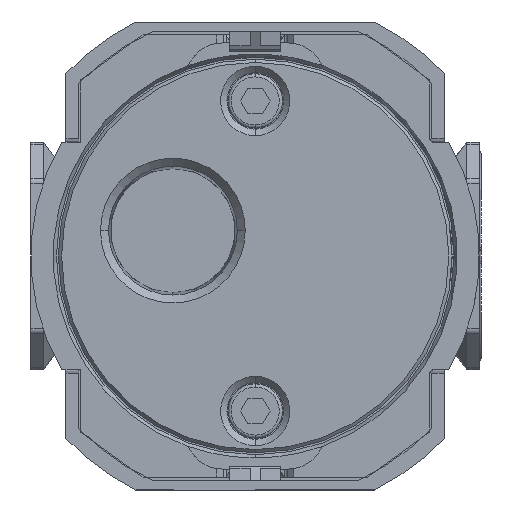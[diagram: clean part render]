
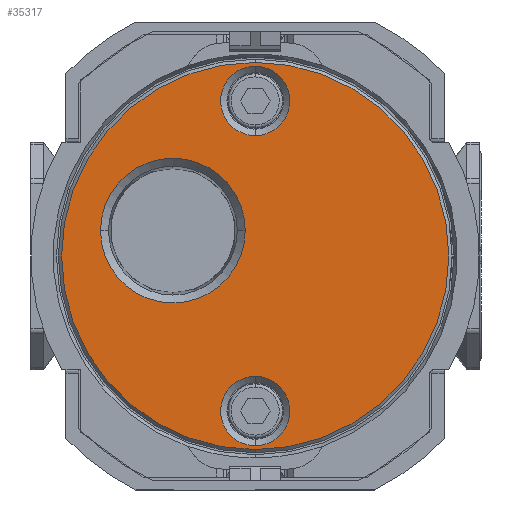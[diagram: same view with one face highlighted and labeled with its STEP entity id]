
A CAD part, front view. The second image highlights one B-rep face of the part: STEP entity #35317.
In plain terms, the highlighted planar face has unit normal (0, -1, 0).
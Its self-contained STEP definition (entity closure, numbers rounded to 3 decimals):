
#210 = CARTESIAN_POINT ( 'NONE',  ( -24.126, -17.5, 3.959 ) ) ;
#1048 = CIRCLE ( 'NONE', #12916, 30.2 ) ;
#1747 = AXIS2_PLACEMENT_3D ( 'NONE', #28962, #25811, #2186 ) ;
#1790 = AXIS2_PLACEMENT_3D ( 'NONE', #2940, #14491, #23456 ) ;
#1882 = AXIS2_PLACEMENT_3D ( 'NONE', #31385, #13221, #37433 ) ;
#2186 = DIRECTION ( 'NONE',  ( 0., 0., -1. ) ) ;
#2706 = ORIENTED_EDGE ( 'NONE', *, *, #20061, .F. ) ;
#2924 = CARTESIAN_POINT ( 'NONE',  ( 0., -17.5, 0. ) ) ;
#2940 = CARTESIAN_POINT ( 'NONE',  ( -12.838, -17.5, 3.959 ) ) ;
#3294 = DIRECTION ( 'NONE',  ( 0., 0., -1. ) ) ;
#5161 = CIRCLE ( 'NONE', #28270, 5.4 ) ;
#5376 = EDGE_CURVE ( 'NONE', #21224, #17819, #7348, .T. ) ;
#5416 = ORIENTED_EDGE ( 'NONE', *, *, #13710, .F. ) ;
#5575 = CIRCLE ( 'NONE', #27431, 5.4 ) ;
#5984 = DIRECTION ( 'NONE',  ( 0., -1., 0. ) ) ;
#6174 = DIRECTION ( 'NONE',  ( 0., 0., -1. ) ) ;
#7321 = FACE_BOUND ( 'NONE', #12671, .T. ) ;
#7348 = CIRCLE ( 'NONE', #1747, 5.4 ) ;
#7580 = DIRECTION ( 'NONE',  ( 1., 0., 0. ) ) ;
#9371 = DIRECTION ( 'NONE',  ( 0., 0., 1. ) ) ;
#9487 = AXIS2_PLACEMENT_3D ( 'NONE', #19790, #20181, #11181 ) ;
#9738 = DIRECTION ( 'NONE',  ( 0., -1., 0. ) ) ;
#9869 = CIRCLE ( 'NONE', #16127, 11.288 ) ;
#10179 = CARTESIAN_POINT ( 'NONE',  ( 0., -17.5, 30.2 ) ) ;
#11181 = DIRECTION ( 'NONE',  ( 0., 0., -1. ) ) ;
#12486 = CARTESIAN_POINT ( 'NONE',  ( 0., -17.5, -24.185 ) ) ;
#12596 = EDGE_LOOP ( 'NONE', ( #33159, #25476 ) ) ;
#12624 = CARTESIAN_POINT ( 'NONE',  ( 0., -17.5, -18.785 ) ) ;
#12671 = EDGE_LOOP ( 'NONE', ( #2706, #20619 ) ) ;
#12726 = EDGE_LOOP ( 'NONE', ( #17239, #38175 ) ) ;
#12916 = AXIS2_PLACEMENT_3D ( 'NONE', #27738, #36144, #9371 ) ;
#13221 = DIRECTION ( 'NONE',  ( 0., 1., 0. ) ) ;
#13710 = EDGE_CURVE ( 'NONE', #37275, #27163, #1048, .T. ) ;
#14491 = DIRECTION ( 'NONE',  ( 0., -1., 0. ) ) ;
#14849 = DIRECTION ( 'NONE',  ( 0., 1., 0. ) ) ;
#15131 = CIRCLE ( 'NONE', #9487, 5.4 ) ;
#15594 = VERTEX_POINT ( 'NONE', #210 ) ;
#16127 = AXIS2_PLACEMENT_3D ( 'NONE', #25159, #31626, #7580 ) ;
#16147 = FACE_OUTER_BOUND ( 'NONE', #34606, .T. ) ;
#17239 = ORIENTED_EDGE ( 'NONE', *, *, #37019, .F. ) ;
#17819 = VERTEX_POINT ( 'NONE', #37928 ) ;
#18840 = AXIS2_PLACEMENT_3D ( 'NONE', #2924, #14849, #26750 ) ;
#18855 = ORIENTED_EDGE ( 'NONE', *, *, #23882, .F. ) ;
#19790 = CARTESIAN_POINT ( 'NONE',  ( 0., -17.5, -24.185 ) ) ;
#19910 = VERTEX_POINT ( 'NONE', #12624 ) ;
#20061 = EDGE_CURVE ( 'NONE', #31286, #15594, #27410, .T. ) ;
#20181 = DIRECTION ( 'NONE',  ( 0., -1., 0. ) ) ;
#20619 = ORIENTED_EDGE ( 'NONE', *, *, #31964, .F. ) ;
#21224 = VERTEX_POINT ( 'NONE', #22163 ) ;
#22163 = CARTESIAN_POINT ( 'NONE',  ( 0., -17.5, 29.585 ) ) ;
#23456 = DIRECTION ( 'NONE',  ( 1., 0., 0. ) ) ;
#23882 = EDGE_CURVE ( 'NONE', #27163, #37275, #32552, .T. ) ;
#24053 = CARTESIAN_POINT ( 'NONE',  ( -1.551, -17.5, 3.959 ) ) ;
#25159 = CARTESIAN_POINT ( 'NONE',  ( -12.838, -17.5, 3.959 ) ) ;
#25274 = EDGE_CURVE ( 'NONE', #17819, #21224, #5161, .T. ) ;
#25476 = ORIENTED_EDGE ( 'NONE', *, *, #5376, .F. ) ;
#25811 = DIRECTION ( 'NONE',  ( 0., -1., 0. ) ) ;
#26750 = DIRECTION ( 'NONE',  ( 0., 0., 1. ) ) ;
#27163 = VERTEX_POINT ( 'NONE', #38060 ) ;
#27410 = CIRCLE ( 'NONE', #1790, 11.288 ) ;
#27431 = AXIS2_PLACEMENT_3D ( 'NONE', #12486, #9738, #3294 ) ;
#27738 = CARTESIAN_POINT ( 'NONE',  ( 0., -17.5, 0. ) ) ;
#28052 = PLANE ( 'NONE',  #1882 ) ;
#28270 = AXIS2_PLACEMENT_3D ( 'NONE', #38263, #5984, #6174 ) ;
#28962 = CARTESIAN_POINT ( 'NONE',  ( 0., -17.5, 24.185 ) ) ;
#31286 = VERTEX_POINT ( 'NONE', #24053 ) ;
#31385 = CARTESIAN_POINT ( 'NONE',  ( 30.2, -17.5, 0. ) ) ;
#31569 = FACE_BOUND ( 'NONE', #12596, .T. ) ;
#31626 = DIRECTION ( 'NONE',  ( 0., -1., 0. ) ) ;
#31879 = VERTEX_POINT ( 'NONE', #37686 ) ;
#31951 = FACE_BOUND ( 'NONE', #12726, .T. ) ;
#31964 = EDGE_CURVE ( 'NONE', #15594, #31286, #9869, .T. ) ;
#32552 = CIRCLE ( 'NONE', #18840, 30.2 ) ;
#33159 = ORIENTED_EDGE ( 'NONE', *, *, #25274, .F. ) ;
#33534 = EDGE_CURVE ( 'NONE', #19910, #31879, #5575, .T. ) ;
#34606 = EDGE_LOOP ( 'NONE', ( #5416, #18855 ) ) ;
#35317 = ADVANCED_FACE ( 'NONE', ( #16147, #31951, #31569, #7321 ), #28052, .F. ) ;
#36144 = DIRECTION ( 'NONE',  ( 0., 1., 0. ) ) ;
#37019 = EDGE_CURVE ( 'NONE', #31879, #19910, #15131, .T. ) ;
#37275 = VERTEX_POINT ( 'NONE', #10179 ) ;
#37433 = DIRECTION ( 'NONE',  ( 0., 0., 1. ) ) ;
#37686 = CARTESIAN_POINT ( 'NONE',  ( 0., -17.5, -29.585 ) ) ;
#37928 = CARTESIAN_POINT ( 'NONE',  ( 0., -17.5, 18.785 ) ) ;
#38060 = CARTESIAN_POINT ( 'NONE',  ( 0., -17.5, -30.2 ) ) ;
#38175 = ORIENTED_EDGE ( 'NONE', *, *, #33534, .F. ) ;
#38263 = CARTESIAN_POINT ( 'NONE',  ( 0., -17.5, 24.185 ) ) ;
